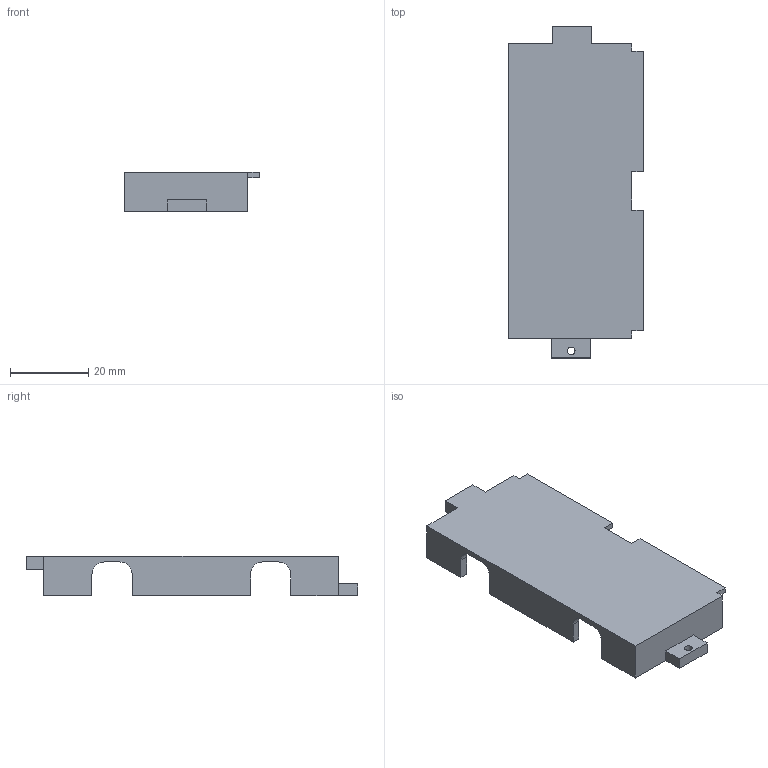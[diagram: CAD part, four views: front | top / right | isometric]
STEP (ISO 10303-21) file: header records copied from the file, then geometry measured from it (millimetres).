
FILE_DESCRIPTION(/* description */ (''),/* implementation_level */ '2;1');
FILE_NAME(/* name */ 'CJ64_Expansion_Right.step',/* time_stamp */ '2022-06-04T14:59:01-06:00',/* author */ (''),/* organization */ (''),/* preprocessor_version */ 'ST-DEVELOPER v19',/* originating_system */ 'Autodesk Translation Framework v11.7.0.108',/* authorisation */ '');
FILE_SCHEMA (('AUTOMOTIVE_DESIGN { 1 0 10303 214 3 1 1 }'));
Length unit declared in the file: millimetre
Products named in the file (1): CJ64_Final
Bounding box: 34.5 x 84.9 x 10 mm (x, y, z)
Volume: 7131.3 mm3; surface area: 8769 mm2
Topology: 1 solids, 1 shells, 80 faces, 220 edges, 146 vertices
Faces by surface type: plane 62, cylinder 18
Full cylindrical faces by diameter (mm): 2 x1
Entity records: 2561 total; most frequent: CARTESIAN_POINT 447, ORIENTED_EDGE 440, DIRECTION 418, EDGE_CURVE 220, LINE 184, VECTOR 184, VERTEX_POINT 146, AXIS2_PLACEMENT_3D 117
